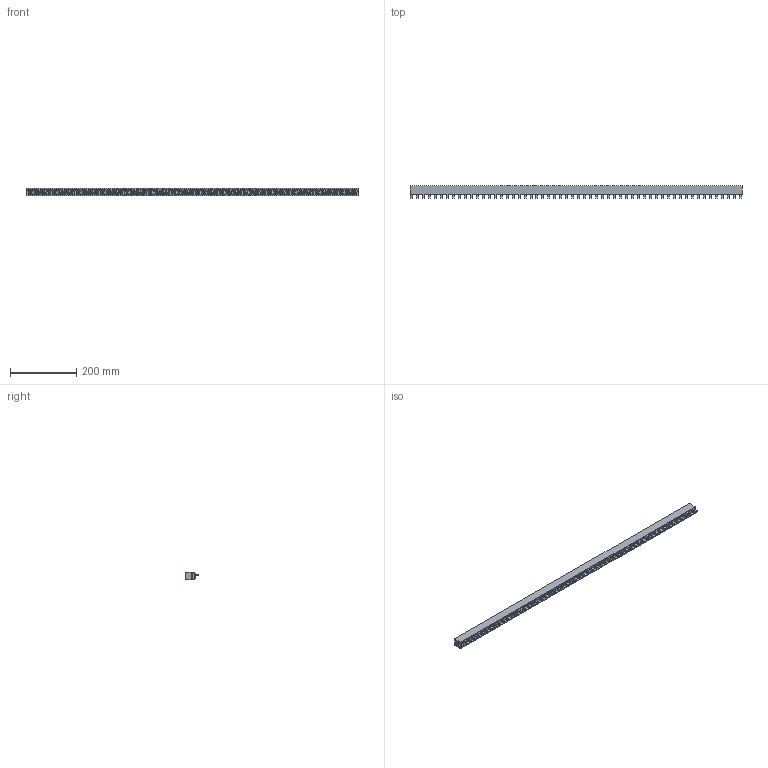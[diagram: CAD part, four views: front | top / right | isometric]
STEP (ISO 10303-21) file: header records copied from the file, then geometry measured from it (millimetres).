
FILE_DESCRIPTION (( 'STEP AP203' ), '1' );
FILE_NAME ('YNS21-4-100 Øèíà ñîåäèíèòåëüíàÿ òèïà PIN (øòûðü) 4Ð 100À(äë. 1ì) ÈÝÊ.STEP', '2016-09-06T13:55:03', ( '' ), ( '' ), 'SwSTEP 2.0', 'SolidWorks 2014', '' );
FILE_SCHEMA (( 'CONFIG_CONTROL_DESIGN' ));
Length unit declared in the file: millimetre
Products named in the file (1): YNS21-4-100 Øèíà ñîåäèíèòåëüíàÿ òèïà PIN (øòûðü) 4Ð 100À(äë. 1ì) ÈÝÊ
Bounding box: 1000 x 37.5 x 23.6 mm (x, y, z)
Volume: 559441 mm3; surface area: 174551.1 mm2
Topology: 1 solids, 1 shells, 638 faces, 1684 edges, 1048 vertices
Faces by surface type: plane 638
Entity records: 19073 total; most frequent: CARTESIAN_POINT 3371, ORIENTED_EDGE 3368, DIRECTION 2962, LINE 1684, VECTOR 1684, EDGE_CURVE 1684, VERTEX_POINT 1048, AXIS2_PLACEMENT_3D 639
